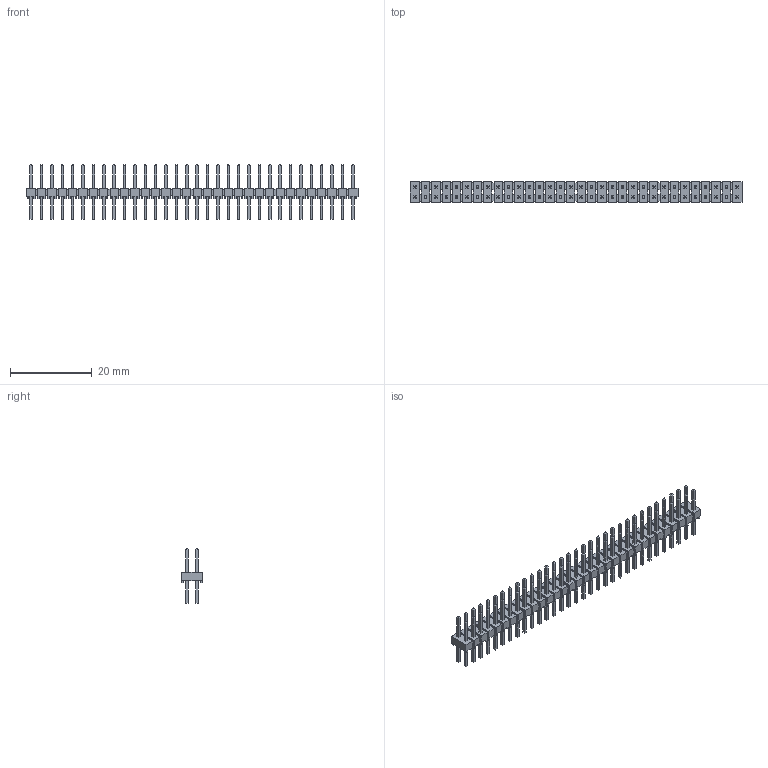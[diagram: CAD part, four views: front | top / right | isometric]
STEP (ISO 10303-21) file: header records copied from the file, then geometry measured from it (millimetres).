
FILE_DESCRIPTION(/* description */ (''),/* implementation_level */ '2;1');
FILE_NAME(/* name */ 'SAMTEC_TSW-132-08-L-D.stp',/* time_stamp */ '2016-11-08T14:41:38+01:00',/* author */ ('jchouvet'),/* organization */ (''),/* preprocessor_version */ 'ST-DEVELOPER v16.1',/* originating_system */ 'AutoCAD Mechanical',/* authorisation */ ' ');
FILE_SCHEMA (('AUTOMOTIVE_DESIGN { 1 0 10303 214 3 1 1 }'));
Length unit declared in the file: millimetre
Products named in the file (1): Product
Bounding box: 81.28 x 5.08 x 13.46 mm (x, y, z)
Volume: 1065.3 mm3; surface area: 4181.1 mm2
Topology: 222 solids, 222 shells, 1976 faces, 4340 edges, 2808 vertices
Faces by surface type: plane 1976
Entity records: 52521 total; most frequent: CARTESIAN_POINT 9125, ORIENTED_EDGE 8680, DIRECTION 8294, LINE 4340, VECTOR 4340, EDGE_CURVE 4340, VERTEX_POINT 2808, AXIS2_PLACEMENT_3D 1977
